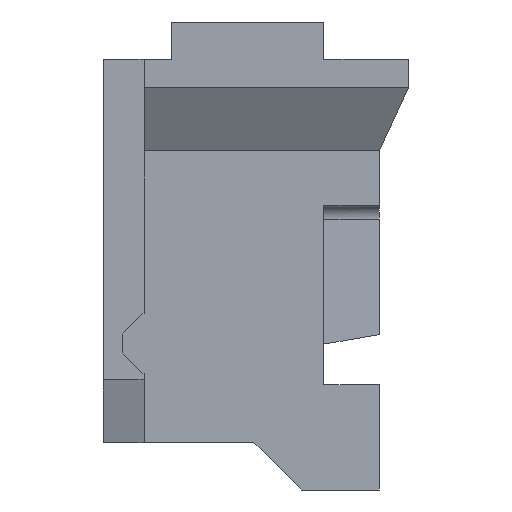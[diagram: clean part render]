
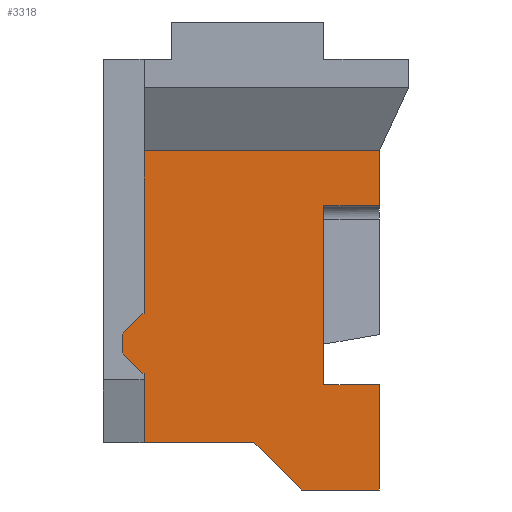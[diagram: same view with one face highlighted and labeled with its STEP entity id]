
A CAD part, left-side view. The second image highlights one B-rep face of the part: STEP entity #3318.
In plain terms, the highlighted planar face has unit normal (-1, 0, 0).
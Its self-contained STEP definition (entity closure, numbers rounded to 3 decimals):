
#132=ORIENTED_EDGE('',*,*,#1116,.F.);
#133=ORIENTED_EDGE('',*,*,#1117,.T.);
#134=ORIENTED_EDGE('',*,*,#1118,.T.);
#135=ORIENTED_EDGE('',*,*,#1109,.F.);
#136=ORIENTED_EDGE('',*,*,#1119,.F.);
#137=ORIENTED_EDGE('',*,*,#1120,.F.);
#138=ORIENTED_EDGE('',*,*,#1121,.T.);
#139=ORIENTED_EDGE('',*,*,#1051,.T.);
#140=ORIENTED_EDGE('',*,*,#1122,.F.);
#141=ORIENTED_EDGE('',*,*,#1123,.T.);
#142=ORIENTED_EDGE('',*,*,#1124,.T.);
#143=ORIENTED_EDGE('',*,*,#1074,.T.);
#144=ORIENTED_EDGE('',*,*,#1125,.F.);
#145=ORIENTED_EDGE('',*,*,#1113,.F.);
#146=ORIENTED_EDGE('',*,*,#1126,.F.);
#147=ORIENTED_EDGE('',*,*,#1127,.T.);
#1051=EDGE_CURVE('',#1539,#1545,#1861,.T.);
#1074=EDGE_CURVE('',#1569,#1568,#1884,.T.);
#1109=EDGE_CURVE('',#1599,#1600,#1913,.T.);
#1113=EDGE_CURVE('',#1603,#1604,#1917,.T.);
#1116=EDGE_CURVE('',#1606,#1607,#1920,.T.);
#1117=EDGE_CURVE('',#1606,#1608,#1921,.T.);
#1118=EDGE_CURVE('',#1608,#1600,#1922,.T.);
#1119=EDGE_CURVE('',#1609,#1599,#1923,.T.);
#1120=EDGE_CURVE('',#1610,#1609,#1924,.T.);
#1121=EDGE_CURVE('',#1610,#1539,#1925,.T.);
#1122=EDGE_CURVE('',#1611,#1545,#1926,.T.);
#1123=EDGE_CURVE('',#1611,#1612,#1927,.T.);
#1124=EDGE_CURVE('',#1612,#1569,#1928,.T.);
#1125=EDGE_CURVE('',#1604,#1568,#1929,.T.);
#1126=EDGE_CURVE('',#1613,#1603,#1930,.T.);
#1127=EDGE_CURVE('',#1613,#1607,#1931,.T.);
#1539=VERTEX_POINT('',#4566);
#1545=VERTEX_POINT('',#4578);
#1568=VERTEX_POINT('',#4627);
#1569=VERTEX_POINT('',#4629);
#1599=VERTEX_POINT('',#4695);
#1600=VERTEX_POINT('',#4697);
#1603=VERTEX_POINT('',#4703);
#1604=VERTEX_POINT('',#4705);
#1606=VERTEX_POINT('',#4711);
#1607=VERTEX_POINT('',#4712);
#1608=VERTEX_POINT('',#4714);
#1609=VERTEX_POINT('',#4717);
#1610=VERTEX_POINT('',#4719);
#1611=VERTEX_POINT('',#4722);
#1612=VERTEX_POINT('',#4724);
#1613=VERTEX_POINT('',#4728);
#1861=LINE('',#4579,#2337);
#1884=LINE('',#4628,#2360);
#1913=LINE('',#4696,#2389);
#1917=LINE('',#4704,#2393);
#1920=LINE('',#4710,#2396);
#1921=LINE('',#4713,#2397);
#1922=LINE('',#4715,#2398);
#1923=LINE('',#4716,#2399);
#1924=LINE('',#4718,#2400);
#1925=LINE('',#4720,#2401);
#1926=LINE('',#4721,#2402);
#1927=LINE('',#4723,#2403);
#1928=LINE('',#4725,#2404);
#1929=LINE('',#4726,#2405);
#1930=LINE('',#4727,#2406);
#1931=LINE('',#4729,#2407);
#2337=VECTOR('',#3708,1000.);
#2360=VECTOR('',#3737,1000.);
#2389=VECTOR('',#3782,1000.);
#2393=VECTOR('',#3786,1000.);
#2396=VECTOR('',#3791,1000.);
#2397=VECTOR('',#3792,1000.);
#2398=VECTOR('',#3793,1000.);
#2399=VECTOR('',#3794,1000.);
#2400=VECTOR('',#3795,1000.);
#2401=VECTOR('',#3796,1000.);
#2402=VECTOR('',#3797,1000.);
#2403=VECTOR('',#3798,1000.);
#2404=VECTOR('',#3799,1000.);
#2405=VECTOR('',#3800,1000.);
#2406=VECTOR('',#3801,1000.);
#2407=VECTOR('',#3802,1000.);
#2805=EDGE_LOOP('',(#132,#133,#134,#135,#136,#137,#138,#139,#140,#141,#142,
#143,#144,#145,#146,#147));
#2979=FACE_BOUND('',#2805,.T.);
#3153=PLANE('',#3510);
#3318=ADVANCED_FACE('',(#2979),#3153,.F.);
#3510=AXIS2_PLACEMENT_3D('',#4709,#3789,#3790);
#3708=DIRECTION('',(0.,0.,1.));
#3737=DIRECTION('',(0.,0.,1.));
#3782=DIRECTION('',(0.,0.,1.));
#3786=DIRECTION('',(0.,0.,1.));
#3789=DIRECTION('',(1.,0.,0.));
#3790=DIRECTION('',(0.,0.,-1.));
#3791=DIRECTION('',(0.,0.,1.));
#3792=DIRECTION('',(0.,-0.707,-0.707));
#3793=DIRECTION('',(0.,-1.,0.));
#3794=DIRECTION('',(0.,1.,0.));
#3795=DIRECTION('',(0.,0.707,0.707));
#3796=DIRECTION('',(0.,-1.,0.));
#3797=DIRECTION('',(0.,-1.,0.));
#3798=DIRECTION('',(0.,0.,1.));
#3799=DIRECTION('',(0.,-1.,0.));
#3800=DIRECTION('',(0.,-1.,0.));
#3801=DIRECTION('',(0.,-1.,0.));
#3802=DIRECTION('',(0.,0.707,-0.707));
#4566=CARTESIAN_POINT('',(-3.3,-1.52,-3.8));
#4578=CARTESIAN_POINT('',(-3.3,-1.52,-2.25));
#4579=CARTESIAN_POINT('',(-3.3,-1.52,-3.8));
#4627=CARTESIAN_POINT('',(-3.3,-1.52,1.2));
#4628=CARTESIAN_POINT('',(-3.3,-1.52,-3.8));
#4629=CARTESIAN_POINT('',(-3.3,-1.52,0.395));
#4695=CARTESIAN_POINT('',(-3.3,1.95,-3.1));
#4696=CARTESIAN_POINT('',(-3.3,1.95,-3.1));
#4697=CARTESIAN_POINT('',(-3.3,1.95,-2.08));
#4703=CARTESIAN_POINT('',(-3.3,1.95,-1.2));
#4704=CARTESIAN_POINT('',(-3.3,1.95,-3.1));
#4705=CARTESIAN_POINT('',(-3.3,1.95,1.2));
#4709=CARTESIAN_POINT('',(-3.3,9.53,-3.8));
#4710=CARTESIAN_POINT('',(-3.3,2.27,-2.08));
#4711=CARTESIAN_POINT('',(-3.3,2.27,-1.78));
#4712=CARTESIAN_POINT('',(-3.3,2.27,-1.5));
#4713=CARTESIAN_POINT('',(-3.3,2.27,-1.78));
#4714=CARTESIAN_POINT('',(-3.3,1.97,-2.08));
#4715=CARTESIAN_POINT('',(-3.3,2.27,-2.08));
#4716=CARTESIAN_POINT('',(-3.3,0.33,-3.1));
#4717=CARTESIAN_POINT('',(-3.3,0.33,-3.1));
#4718=CARTESIAN_POINT('',(-3.3,-0.37,-3.8));
#4719=CARTESIAN_POINT('',(-3.3,-0.37,-3.8));
#4720=CARTESIAN_POINT('',(-3.3,9.53,-3.8));
#4721=CARTESIAN_POINT('',(-3.3,-0.7,-2.25));
#4722=CARTESIAN_POINT('',(-3.3,-0.7,-2.25));
#4723=CARTESIAN_POINT('',(-3.3,-0.7,-2.25));
#4724=CARTESIAN_POINT('',(-3.3,-0.7,0.395));
#4725=CARTESIAN_POINT('',(-3.3,-0.7,0.395));
#4726=CARTESIAN_POINT('',(-3.3,9.53,1.2));
#4727=CARTESIAN_POINT('',(-3.3,2.27,-1.2));
#4728=CARTESIAN_POINT('',(-3.3,1.97,-1.2));
#4729=CARTESIAN_POINT('',(-3.3,2.27,-1.5));
